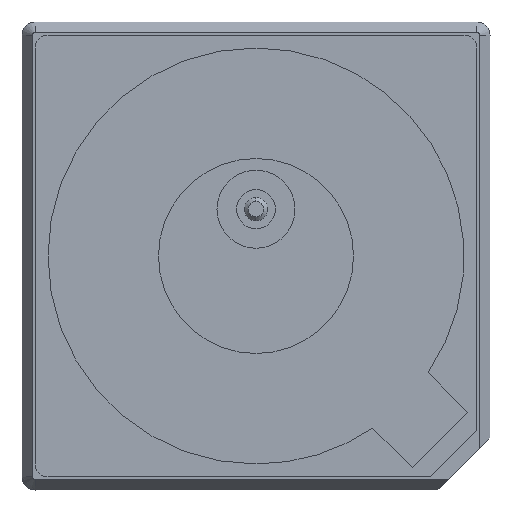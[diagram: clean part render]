
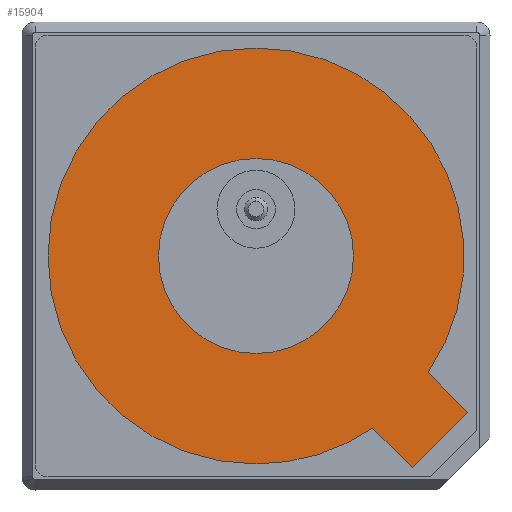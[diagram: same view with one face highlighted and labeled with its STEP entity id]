
A CAD part, front view. The second image highlights one B-rep face of the part: STEP entity #15904.
In plain terms, the highlighted planar face has unit normal (0, -1, 0).
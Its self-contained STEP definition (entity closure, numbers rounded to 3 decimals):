
#221 = DIRECTION ( 'NONE',  ( 0., 1., 0. ) ) ;
#1416 = DIRECTION ( 'NONE',  ( -0.707, 0., 0.707 ) ) ;
#1530 = FACE_OUTER_BOUND ( 'NONE', #12002, .T. ) ;
#1532 = EDGE_LOOP ( 'NONE', ( #7187, #7629 ) ) ;
#1601 = DIRECTION ( 'NONE',  ( 0., 0., 1. ) ) ;
#1727 = AXIS2_PLACEMENT_3D ( 'NONE', #15575, #9453, #11511 ) ;
#2086 = CARTESIAN_POINT ( 'NONE',  ( 0., 0., -3.75 ) ) ;
#3100 = CARTESIAN_POINT ( 'NONE',  ( 0., 0., 0. ) ) ;
#3136 = VERTEX_POINT ( 'NONE', #2086 ) ;
#3300 = CIRCLE ( 'NONE', #9599, 8. ) ;
#3647 = ORIENTED_EDGE ( 'NONE', *, *, #3941, .F. ) ;
#3732 = AXIS2_PLACEMENT_3D ( 'NONE', #3100, #11213, #6554 ) ;
#3918 = CARTESIAN_POINT ( 'NONE',  ( 0., 0., 0. ) ) ;
#3941 = EDGE_CURVE ( 'NONE', #18287, #17715, #19471, .T. ) ;
#4005 = CARTESIAN_POINT ( 'NONE',  ( 6.009, 0., -8.13 ) ) ;
#4242 = VERTEX_POINT ( 'NONE', #4522 ) ;
#4522 = CARTESIAN_POINT ( 'NONE',  ( 0., 0., -8. ) ) ;
#5056 = DIRECTION ( 'NONE',  ( 0., 0., -1. ) ) ;
#5213 = DIRECTION ( 'NONE',  ( 0., 0., -1. ) ) ;
#5327 = VECTOR ( 'NONE', #1416, 1000. ) ;
#6275 = EDGE_CURVE ( 'NONE', #3136, #10702, #11289, .T. ) ;
#6554 = DIRECTION ( 'NONE',  ( 0., 0., -1. ) ) ;
#6631 = ORIENTED_EDGE ( 'NONE', *, *, #17564, .T. ) ;
#6711 = EDGE_CURVE ( 'NONE', #10702, #3136, #17842, .T. ) ;
#6789 = VECTOR ( 'NONE', #18614, 1000. ) ;
#6820 = AXIS2_PLACEMENT_3D ( 'NONE', #17397, #9514, #1601 ) ;
#6897 = DIRECTION ( 'NONE',  ( 0., 1., 0. ) ) ;
#6944 = DIRECTION ( 'NONE',  ( 0.707, 0., -0.707 ) ) ;
#7187 = ORIENTED_EDGE ( 'NONE', *, *, #6275, .T. ) ;
#7629 = ORIENTED_EDGE ( 'NONE', *, *, #6711, .T. ) ;
#8233 = CARTESIAN_POINT ( 'NONE',  ( 8.13, 0., -6.009 ) ) ;
#8595 = EDGE_CURVE ( 'NONE', #4242, #18287, #3300, .T. ) ;
#8915 = CARTESIAN_POINT ( 'NONE',  ( 6.009, 0., -8.13 ) ) ;
#9307 = AXIS2_PLACEMENT_3D ( 'NONE', #10202, #18109, #5213 ) ;
#9390 = ORIENTED_EDGE ( 'NONE', *, *, #13361, .T. ) ;
#9453 = DIRECTION ( 'NONE',  ( 0., 1., 0. ) ) ;
#9514 = DIRECTION ( 'NONE',  ( 0., 1., 0. ) ) ;
#9599 = AXIS2_PLACEMENT_3D ( 'NONE', #9825, #221, #5056 ) ;
#9825 = CARTESIAN_POINT ( 'NONE',  ( 0., 0., 0. ) ) ;
#10202 = CARTESIAN_POINT ( 'NONE',  ( 0., 0., 0. ) ) ;
#10702 = VERTEX_POINT ( 'NONE', #12639 ) ;
#10964 = CARTESIAN_POINT ( 'NONE',  ( 6.617, 0., -4.496 ) ) ;
#11213 = DIRECTION ( 'NONE',  ( 0., 1., 0. ) ) ;
#11289 = CIRCLE ( 'NONE', #3732, 3.75 ) ;
#11511 = DIRECTION ( 'NONE',  ( 0., 0., -1. ) ) ;
#12002 = EDGE_LOOP ( 'NONE', ( #17694, #17165, #9390, #6631, #3647, #18823 ) ) ;
#12051 = VERTEX_POINT ( 'NONE', #14744 ) ;
#12504 = PLANE ( 'NONE',  #6820 ) ;
#12639 = CARTESIAN_POINT ( 'NONE',  ( 0., 0., 3.75 ) ) ;
#13361 = EDGE_CURVE ( 'NONE', #16175, #19194, #17378, .T. ) ;
#13393 = CIRCLE ( 'NONE', #1727, 8. ) ;
#13469 = AXIS2_PLACEMENT_3D ( 'NONE', #3918, #6897, #14895 ) ;
#14269 = VECTOR ( 'NONE', #6944, 1000. ) ;
#14656 = LINE ( 'NONE', #10964, #5327 ) ;
#14680 = CARTESIAN_POINT ( 'NONE',  ( 0., 0., 8. ) ) ;
#14744 = CARTESIAN_POINT ( 'NONE',  ( 4.496, 0., -6.617 ) ) ;
#14861 = EDGE_CURVE ( 'NONE', #12051, #4242, #13393, .T. ) ;
#14895 = DIRECTION ( 'NONE',  ( 0., 0., -1. ) ) ;
#15575 = CARTESIAN_POINT ( 'NONE',  ( 0., 0., 0. ) ) ;
#15904 = ADVANCED_FACE ( 'N', ( #19539, #1530 ), #12504, .F. ) ;
#16175 = VERTEX_POINT ( 'NONE', #4005 ) ;
#17165 = ORIENTED_EDGE ( 'NONE', *, *, #19872, .T. ) ;
#17378 = LINE ( 'NONE', #8915, #6789 ) ;
#17397 = CARTESIAN_POINT ( 'NONE',  ( 0., 0., 0. ) ) ;
#17535 = LINE ( 'NONE', #19542, #14269 ) ;
#17564 = EDGE_CURVE ( 'NONE', #19194, #17715, #14656, .T. ) ;
#17694 = ORIENTED_EDGE ( 'NONE', *, *, #14861, .F. ) ;
#17715 = VERTEX_POINT ( 'NONE', #19573 ) ;
#17842 = CIRCLE ( 'NONE', #13469, 3.75 ) ;
#18109 = DIRECTION ( 'NONE',  ( 0., 1., 0. ) ) ;
#18287 = VERTEX_POINT ( 'NONE', #14680 ) ;
#18614 = DIRECTION ( 'NONE',  ( 0.707, 0., 0.707 ) ) ;
#18823 = ORIENTED_EDGE ( 'NONE', *, *, #8595, .F. ) ;
#19194 = VERTEX_POINT ( 'NONE', #8233 ) ;
#19471 = CIRCLE ( 'NONE', #9307, 8. ) ;
#19539 = FACE_BOUND ( 'NONE', #1532, .T. ) ;
#19542 = CARTESIAN_POINT ( 'NONE',  ( 4.496, 0., -6.617 ) ) ;
#19573 = CARTESIAN_POINT ( 'NONE',  ( 6.617, 0., -4.496 ) ) ;
#19872 = EDGE_CURVE ( 'NONE', #12051, #16175, #17535, .T. ) ;
